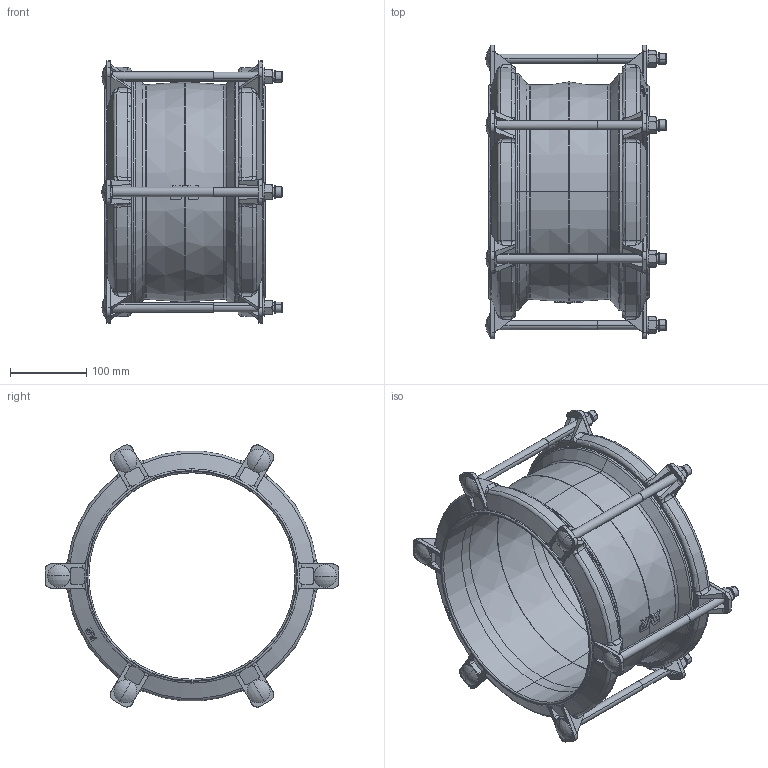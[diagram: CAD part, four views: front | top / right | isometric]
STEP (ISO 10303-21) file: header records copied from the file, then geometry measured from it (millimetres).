
FILE_DESCRIPTION (( 'STEP AP203' ), '1' );
FILE_NAME ('O_601_A_DN225_242-268mm_001XXXX_AA1_step.step', '2015-08-25T11:53:16', ( 'Windows User' ), ( 'AVK' ), 'SwSTEP 2.0', 'SolidWorks 2012', '' );
FILE_SCHEMA (( 'CONFIG_CONTROL_DESIGN' ));
Length unit declared in the file: millimetre
Products named in the file (1): O_601_A_DN225_242-268mm_001XXXX_AA1_step
Bounding box: 236.5 x 385.5 x 344.02 mm (x, y, z)
Volume: 2724085.5 mm3; surface area: 544829.7 mm2
Topology: 1 solids, 1 shells, 1357 faces, 3638 edges, 2266 vertices
Faces by surface type: cylinder 489, plane 469, bspline 144, cone 133, torus 86, sphere 36
Entity records: 52780 total; most frequent: CARTESIAN_POINT 21933, ORIENTED_EDGE 7228, DIRECTION 5506, EDGE_CURVE 3614, VERTEX_POINT 2266, AXIS2_PLACEMENT_3D 2120, EDGE_LOOP 1426, FACE_OUTER_BOUND 1357
